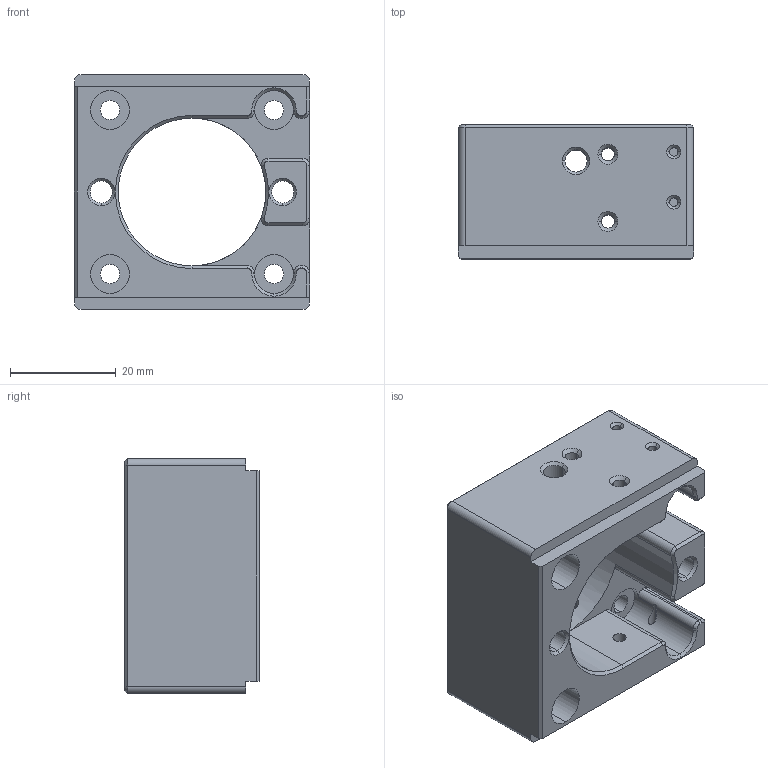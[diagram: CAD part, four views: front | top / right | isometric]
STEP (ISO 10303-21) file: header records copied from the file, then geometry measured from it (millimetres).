
FILE_DESCRIPTION (( 'STEP AP214' ), '1' );
FILE_NAME ('Motor Mount - Modified.STEP', '2026-02-01T23:03:19', ( '' ), ( '' ), 'SwSTEP 2.0', 'SolidWorks 2019', '' );
FILE_SCHEMA (( 'AUTOMOTIVE_DESIGN' ));
Length unit declared in the file: inch
Products named in the file (1): Motor Mount - Modified
Bounding box: 44.45 x 25.4 x 44.45 mm (x, y, z)
Volume: 26800.1 mm3; surface area: 11929.7 mm2
Topology: 1 solids, 1 shells, 154 faces, 392 edges, 239 vertices
Faces by surface type: cylinder 56, cone 49, plane 49
Entity records: 4965 total; most frequent: CARTESIAN_POINT 1076, DIRECTION 837, ORIENTED_EDGE 784, EDGE_CURVE 392, AXIS2_PLACEMENT_3D 310, VERTEX_POINT 239, VECTOR 217, LINE 217
